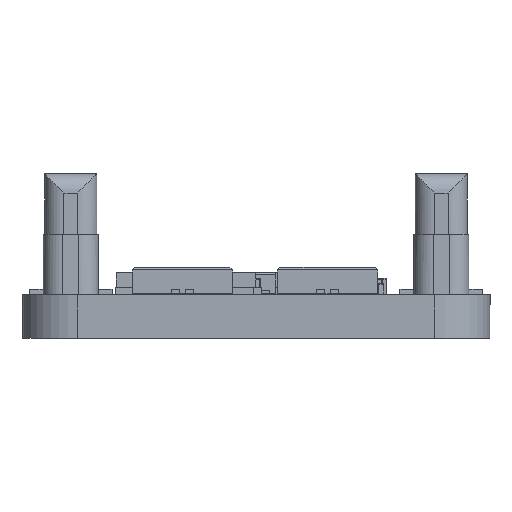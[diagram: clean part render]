
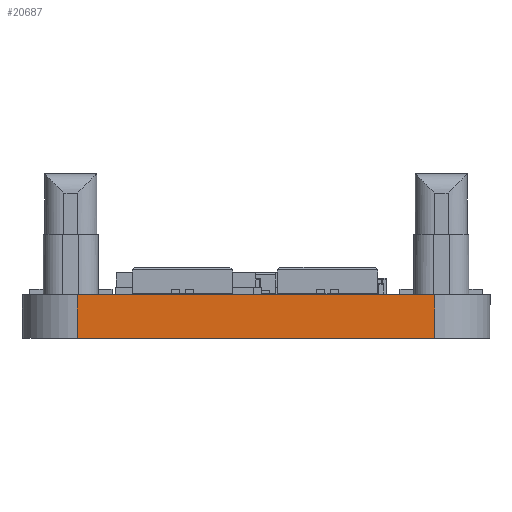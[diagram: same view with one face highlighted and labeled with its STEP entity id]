
A CAD part, left-side view. The second image highlights one B-rep face of the part: STEP entity #20687.
In plain terms, the highlighted planar face has unit normal (-1, 0, 0).
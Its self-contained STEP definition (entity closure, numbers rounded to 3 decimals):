
#1447=PLANE('',#22122);
#2360=FACE_OUTER_BOUND('',#3494,.T.);
#3494=EDGE_LOOP('',(#14930,#14931,#14932,#14933));
#4760=LINE('',#29644,#7147);
#4782=LINE('',#29701,#7169);
#4783=LINE('',#29703,#7170);
#4784=LINE('',#29704,#7171);
#7147=VECTOR('',#24003,10.);
#7169=VECTOR('',#24057,10.);
#7170=VECTOR('',#24060,10.);
#7171=VECTOR('',#24061,10.);
#10067=VERTEX_POINT('',#29641);
#10068=VERTEX_POINT('',#29643);
#10086=VERTEX_POINT('',#29697);
#10087=VERTEX_POINT('',#29699);
#11964=EDGE_CURVE('',#10067,#10068,#4760,.T.);
#11993=EDGE_CURVE('',#10086,#10087,#4782,.T.);
#11994=EDGE_CURVE('',#10067,#10086,#4783,.T.);
#11995=EDGE_CURVE('',#10068,#10087,#4784,.T.);
#14930=ORIENTED_EDGE('',*,*,#11994,.T.);
#14931=ORIENTED_EDGE('',*,*,#11993,.T.);
#14932=ORIENTED_EDGE('',*,*,#11995,.F.);
#14933=ORIENTED_EDGE('',*,*,#11964,.F.);
#20687=ADVANCED_FACE('',(#2360),#1447,.T.);
#22122=AXIS2_PLACEMENT_3D('',#29702,#24058,#24059);
#24003=DIRECTION('',(0.,0.,1.));
#24057=DIRECTION('',(0.,0.,1.));
#24058=DIRECTION('center_axis',(-1.,0.,0.));
#24059=DIRECTION('ref_axis',(0.,-1.,0.));
#24060=DIRECTION('',(0.,-1.,0.));
#24061=DIRECTION('',(0.,-1.,0.));
#29641=CARTESIAN_POINT('',(0.,15.,0.));
#29643=CARTESIAN_POINT('',(0.,15.,1.575));
#29644=CARTESIAN_POINT('',(0.,15.,0.));
#29697=CARTESIAN_POINT('',(0.,2.,0.));
#29699=CARTESIAN_POINT('',(0.,2.,1.575));
#29701=CARTESIAN_POINT('',(0.,2.,0.));
#29702=CARTESIAN_POINT('Origin',(0.,15.,0.));
#29703=CARTESIAN_POINT('',(0.,15.,0.));
#29704=CARTESIAN_POINT('',(0.,15.,1.575));
